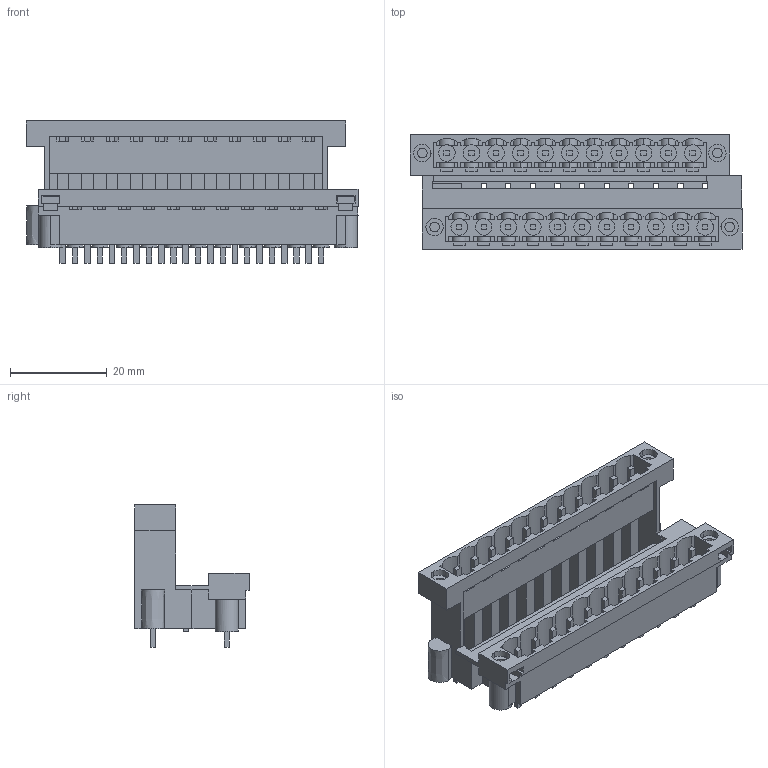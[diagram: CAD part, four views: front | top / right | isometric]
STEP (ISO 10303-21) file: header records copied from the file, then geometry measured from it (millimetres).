
FILE_DESCRIPTION(('CATIA V5 STEP Exchange','CAx-IF Rec.Pracs.--- Model Styling and Organization---1.2---2011-12-15'),'2;1');
FILE_NAME ('D1456917_0_1829100000_1829100000.stp','2018-04-19T13:07:01+00:00',('none'),('Weidmueller'),'CATIA Version 5-6 Release 2014','CATIA V5 STEP AP214','none');
FILE_SCHEMA(('AUTOMOTIVE_DESIGN { 1 0 10303 214 1 1 1 1 }'));
Length unit declared in the file: millimetre
Products named in the file (1): 1829100000
Bounding box: 68.58 x 23.67 x 29.36 mm (x, y, z)
Volume: 10173.5 mm3; surface area: 18544.6 mm2
Topology: 28 solids, 39 shells, 1078 faces, 3394 edges, 2357 vertices
Faces by surface type: plane 876, cylinder 198, extrusion 4
Entity records: 35901 total; most frequent: CARTESIAN_POINT 7779, ORIENTED_EDGE 6788, DIRECTION 4311, EDGE_CURVE 3394, VECTOR 2706, LINE 2702, VERTEX_POINT 2357, EDGE_LOOP 1171
